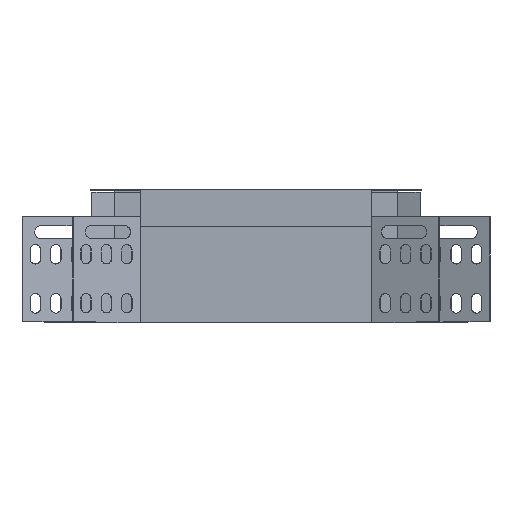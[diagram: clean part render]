
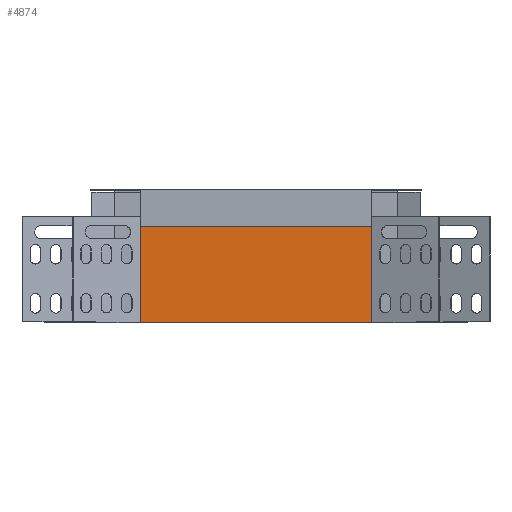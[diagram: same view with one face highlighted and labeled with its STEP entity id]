
A CAD part, top view. The second image highlights one B-rep face of the part: STEP entity #4874.
In plain terms, the highlighted planar face has unit normal (0, 0, 1).
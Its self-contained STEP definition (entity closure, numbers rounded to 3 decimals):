
#248 = FACE_OUTER_BOUND ( 'NONE', #393, .T. ) ;
#393 = EDGE_LOOP ( 'NONE', ( #578, #6111, #5362, #4897, #7436, #4985 ) ) ;
#433 = CARTESIAN_POINT ( 'NONE',  ( -44.214, 218.156, -133.859 ) ) ;
#572 = VERTEX_POINT ( 'NONE', #2722 ) ;
#578 = ORIENTED_EDGE ( 'NONE', *, *, #4836, .T. ) ;
#624 = CARTESIAN_POINT ( 'NONE',  ( -44.214, 203.156, -133.859 ) ) ;
#713 = CARTESIAN_POINT ( 'NONE',  ( -44.214, 203.156, -133.859 ) ) ;
#771 = EDGE_CURVE ( 'NONE', #572, #2978, #2364, .T. ) ;
#970 = VERTEX_POINT ( 'NONE', #1998 ) ;
#984 = EDGE_CURVE ( 'NONE', #2017, #970, #5046, .T. ) ;
#1027 = CARTESIAN_POINT ( 'NONE',  ( 97.208, 138.956, -133.859 ) ) ;
#1517 = CARTESIAN_POINT ( 'NONE',  ( 97.208, 138.156, -133.859 ) ) ;
#1617 = LINE ( 'NONE', #1027, #4719 ) ;
#1678 = DIRECTION ( 'NONE',  ( 0., 1., 0. ) ) ;
#1739 = DIRECTION ( 'NONE',  ( -1., 0., 0. ) ) ;
#1745 = DIRECTION ( 'NONE',  ( 0., 1., 0. ) ) ;
#1998 = CARTESIAN_POINT ( 'NONE',  ( -44.214, 138.156, -133.859 ) ) ;
#2017 = VERTEX_POINT ( 'NONE', #624 ) ;
#2217 = VECTOR ( 'NONE', #1739, 1000. ) ;
#2364 = LINE ( 'NONE', #4834, #6998 ) ;
#2459 = DIRECTION ( 'NONE',  ( 0., 0., -1. ) ) ;
#2570 = CARTESIAN_POINT ( 'NONE',  ( 98.339, 138.156, -133.859 ) ) ;
#2722 = CARTESIAN_POINT ( 'NONE',  ( 97.208, 203.156, -133.859 ) ) ;
#2978 = VERTEX_POINT ( 'NONE', #5278 ) ;
#3053 = EDGE_CURVE ( 'NONE', #7392, #572, #1617, .T. ) ;
#3230 = VECTOR ( 'NONE', #5694, 1000. ) ;
#3313 = EDGE_CURVE ( 'NONE', #7392, #970, #4615, .T. ) ;
#3833 = LINE ( 'NONE', #433, #2217 ) ;
#4259 = CARTESIAN_POINT ( 'NONE',  ( -44.214, 138.956, -133.859 ) ) ;
#4615 = LINE ( 'NONE', #2570, #6208 ) ;
#4719 = VECTOR ( 'NONE', #1678, 1000. ) ;
#4824 = EDGE_CURVE ( 'NONE', #2978, #7072, #3833, .T. ) ;
#4834 = CARTESIAN_POINT ( 'NONE',  ( 97.208, 138.956, -133.859 ) ) ;
#4836 = EDGE_CURVE ( 'NONE', #7072, #2017, #5476, .T. ) ;
#4874 = ADVANCED_FACE ( 'NONE', ( #248 ), #4911, .F. ) ;
#4876 = DIRECTION ( 'NONE',  ( 0., -1., 0. ) ) ;
#4897 = ORIENTED_EDGE ( 'NONE', *, *, #3053, .T. ) ;
#4911 = PLANE ( 'NONE',  #7693 ) ;
#4985 = ORIENTED_EDGE ( 'NONE', *, *, #4824, .T. ) ;
#5046 = LINE ( 'NONE', #713, #3230 ) ;
#5278 = CARTESIAN_POINT ( 'NONE',  ( 97.208, 218.156, -133.859 ) ) ;
#5362 = ORIENTED_EDGE ( 'NONE', *, *, #3313, .F. ) ;
#5476 = LINE ( 'NONE', #4259, #6864 ) ;
#5584 = DIRECTION ( 'NONE',  ( -1., 0., 0. ) ) ;
#5694 = DIRECTION ( 'NONE',  ( 0., -1., 0. ) ) ;
#6111 = ORIENTED_EDGE ( 'NONE', *, *, #984, .T. ) ;
#6208 = VECTOR ( 'NONE', #5584, 1000. ) ;
#6699 = DIRECTION ( 'NONE',  ( -1., 0., 0. ) ) ;
#6864 = VECTOR ( 'NONE', #4876, 1000. ) ;
#6904 = CARTESIAN_POINT ( 'NONE',  ( -44.214, 218.156, -133.859 ) ) ;
#6998 = VECTOR ( 'NONE', #1745, 1000. ) ;
#7072 = VERTEX_POINT ( 'NONE', #6904 ) ;
#7392 = VERTEX_POINT ( 'NONE', #1517 ) ;
#7436 = ORIENTED_EDGE ( 'NONE', *, *, #771, .T. ) ;
#7693 = AXIS2_PLACEMENT_3D ( 'NONE', #7857, #2459, #6699 ) ;
#7857 = CARTESIAN_POINT ( 'NONE',  ( -44.214, 218.156, -133.859 ) ) ;
